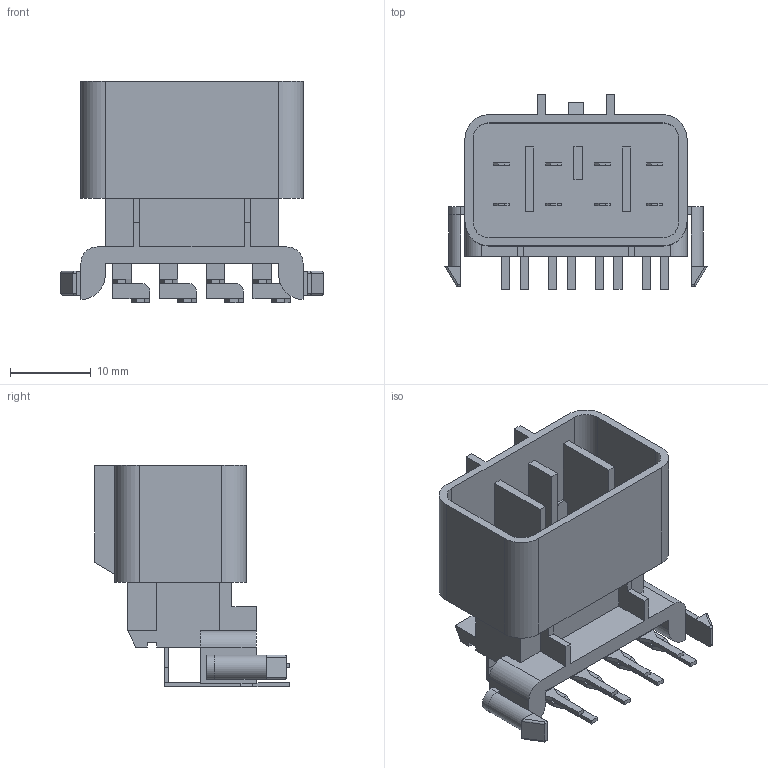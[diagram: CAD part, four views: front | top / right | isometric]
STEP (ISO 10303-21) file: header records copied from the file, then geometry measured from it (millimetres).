
FILE_DESCRIPTION(/* description */ (''),/* implementation_level */ '2;1');
FILE_NAME(/* name */ 'furukawa 8pin.step',/* time_stamp */ '2022-02-09T19:41:51+13:00',/* author */ (''),/* organization */ (''),/* preprocessor_version */ 'ST-DEVELOPER v18.1',/* originating_system */ 'Autodesk Translation Framework v10.10.0.1391',/* authorisation */ '');
FILE_SCHEMA (('AUTOMOTIVE_DESIGN { 1 0 10303 214 3 1 1 }'));
Length unit declared in the file: millimetre
Products named in the file (1): 8pin connector
Bounding box: 32.5 x 24.1 x 27.4 mm (x, y, z)
Volume: 4017.6 mm3; surface area: 6248.2 mm2
Topology: 31 solids, 31 shells, 373 faces, 891 edges, 586 vertices
Faces by surface type: plane 346, cylinder 27
Entity records: 10599 total; most frequent: CARTESIAN_POINT 1851, ORIENTED_EDGE 1782, DIRECTION 1688, EDGE_CURVE 891, LINE 842, VECTOR 842, VERTEX_POINT 586, AXIS2_PLACEMENT_3D 423
